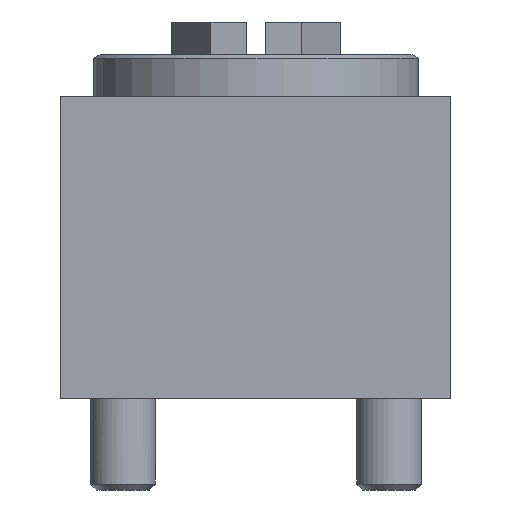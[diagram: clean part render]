
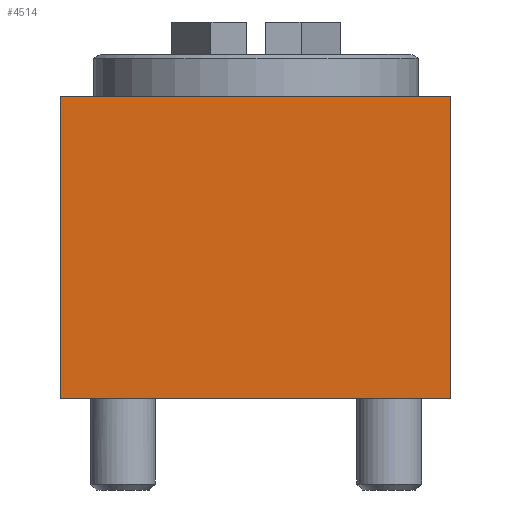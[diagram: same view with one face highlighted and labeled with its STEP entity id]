
A CAD part, left-side view. The second image highlights one B-rep face of the part: STEP entity #4514.
In plain terms, the highlighted planar face has unit normal (-1, 0, 0).
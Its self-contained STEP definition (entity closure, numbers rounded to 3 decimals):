
#187=PLANE('',#4801);
#345=LINE('',#6213,#638);
#346=LINE('',#6253,#639);
#347=LINE('',#6255,#640);
#348=LINE('',#6257,#641);
#638=VECTOR('',#5188,1000.);
#639=VECTOR('',#5191,1000.);
#640=VECTOR('',#5192,1000.);
#641=VECTOR('',#5193,1000.);
#973=ORIENTED_EDGE('',*,*,#1927,.T.);
#974=ORIENTED_EDGE('',*,*,#1923,.F.);
#975=ORIENTED_EDGE('',*,*,#1928,.F.);
#976=ORIENTED_EDGE('',*,*,#1929,.T.);
#1923=EDGE_CURVE('',#2398,#2395,#345,.T.);
#1927=EDGE_CURVE('',#2402,#2395,#346,.T.);
#1928=EDGE_CURVE('',#2403,#2398,#347,.T.);
#1929=EDGE_CURVE('',#2403,#2402,#348,.T.);
#2395=VERTEX_POINT('',#6207);
#2398=VERTEX_POINT('',#6212);
#2402=VERTEX_POINT('',#6254);
#2403=VERTEX_POINT('',#6256);
#2838=EDGE_LOOP('',(#973,#974,#975,#976));
#3145=FACE_BOUND('',#2838,.T.);
#4514=ADVANCED_FACE('',(#3145),#187,.F.);
#4801=AXIS2_PLACEMENT_3D('',#6252,#5189,#5190);
#5188=DIRECTION('',(0.,-1.,0.));
#5189=DIRECTION('',(1.,0.,0.));
#5190=DIRECTION('',(0.,0.,-1.));
#5191=DIRECTION('',(0.,0.,1.));
#5192=DIRECTION('',(0.,0.,1.));
#5193=DIRECTION('',(0.,-1.,0.));
#6207=CARTESIAN_POINT('',(0.,0.,0.));
#6212=CARTESIAN_POINT('',(0.,60.,0.));
#6213=CARTESIAN_POINT('',(0.,60.,0.));
#6252=CARTESIAN_POINT('',(0.,60.,-46.5));
#6253=CARTESIAN_POINT('',(0.,0.,-46.5));
#6254=CARTESIAN_POINT('',(0.,0.,-46.5));
#6255=CARTESIAN_POINT('',(0.,60.,-46.5));
#6256=CARTESIAN_POINT('',(0.,60.,-46.5));
#6257=CARTESIAN_POINT('',(0.,60.,-46.5));
